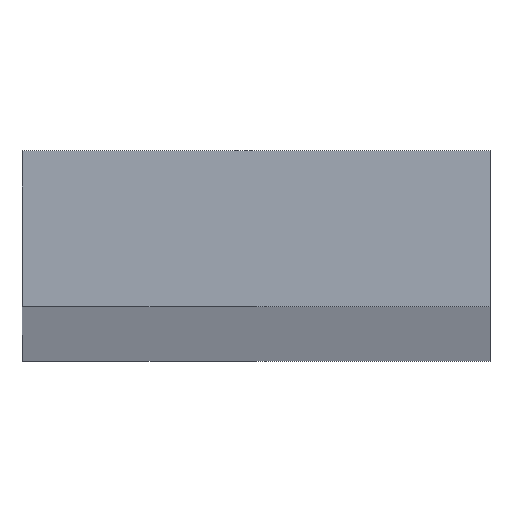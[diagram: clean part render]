
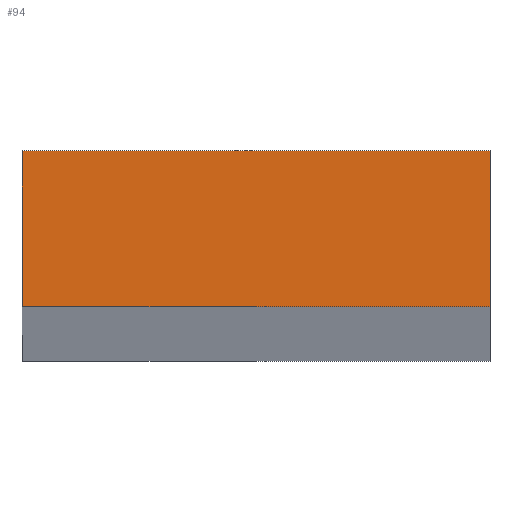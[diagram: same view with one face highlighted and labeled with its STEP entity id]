
A CAD part, top view. The second image highlights one B-rep face of the part: STEP entity #94.
In plain terms, the highlighted planar face has unit normal (0, 0, 1).
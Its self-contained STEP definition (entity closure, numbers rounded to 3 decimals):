
#1 = DIRECTION ( 'NONE',  ( 0., -1., 0. ) ) ;
#11 = DIRECTION ( 'NONE',  ( -1., 0., 0. ) ) ;
#18 = CARTESIAN_POINT ( 'NONE',  ( 7.5, 2.5, 500. ) ) ;
#20 = EDGE_LOOP ( 'NONE', ( #233, #72, #223, #90 ) ) ;
#21 = LINE ( 'NONE', #236, #209 ) ;
#27 = LINE ( 'NONE', #100, #215 ) ;
#36 = DIRECTION ( 'NONE',  ( 1., 0., 0. ) ) ;
#43 = AXIS2_PLACEMENT_3D ( 'NONE', #143, #46, #176 ) ;
#46 = DIRECTION ( 'NONE',  ( 0., 0., 1. ) ) ;
#50 = CARTESIAN_POINT ( 'NONE',  ( -7.5, -2.5, 500. ) ) ;
#56 = EDGE_CURVE ( 'NONE', #235, #59, #27, .T. ) ;
#57 = LINE ( 'NONE', #206, #62 ) ;
#59 = VERTEX_POINT ( 'NONE', #145 ) ;
#62 = VECTOR ( 'NONE', #98, 1000. ) ;
#72 = ORIENTED_EDGE ( 'NONE', *, *, #84, .T. ) ;
#84 = EDGE_CURVE ( 'NONE', #177, #171, #21, .T. ) ;
#90 = ORIENTED_EDGE ( 'NONE', *, *, #56, .T. ) ;
#94 = ADVANCED_FACE ( 'NONE', ( #169 ), #184, .T. ) ;
#98 = DIRECTION ( 'NONE',  ( 0., 1., 0. ) ) ;
#100 = CARTESIAN_POINT ( 'NONE',  ( -7.5, 2.5, 500. ) ) ;
#102 = EDGE_CURVE ( 'NONE', #171, #235, #57, .T. ) ;
#128 = VECTOR ( 'NONE', #1, 1000. ) ;
#143 = CARTESIAN_POINT ( 'NONE',  ( 0., 0., 500. ) ) ;
#145 = CARTESIAN_POINT ( 'NONE',  ( -7.5, 2.5, 500. ) ) ;
#147 = CARTESIAN_POINT ( 'NONE',  ( -7.5, 2.5, 500. ) ) ;
#156 = EDGE_CURVE ( 'NONE', #59, #177, #228, .T. ) ;
#164 = CARTESIAN_POINT ( 'NONE',  ( 7.5, -2.5, 500. ) ) ;
#169 = FACE_OUTER_BOUND ( 'NONE', #20, .T. ) ;
#171 = VERTEX_POINT ( 'NONE', #164 ) ;
#176 = DIRECTION ( 'NONE',  ( 1., 0., 0. ) ) ;
#177 = VERTEX_POINT ( 'NONE', #50 ) ;
#184 = PLANE ( 'NONE',  #43 ) ;
#206 = CARTESIAN_POINT ( 'NONE',  ( 7.5, 2.5, 500. ) ) ;
#209 = VECTOR ( 'NONE', #36, 1000. ) ;
#215 = VECTOR ( 'NONE', #11, 1000. ) ;
#223 = ORIENTED_EDGE ( 'NONE', *, *, #102, .T. ) ;
#228 = LINE ( 'NONE', #147, #128 ) ;
#233 = ORIENTED_EDGE ( 'NONE', *, *, #156, .T. ) ;
#235 = VERTEX_POINT ( 'NONE', #18 ) ;
#236 = CARTESIAN_POINT ( 'NONE',  ( -7.5, -2.5, 500. ) ) ;
